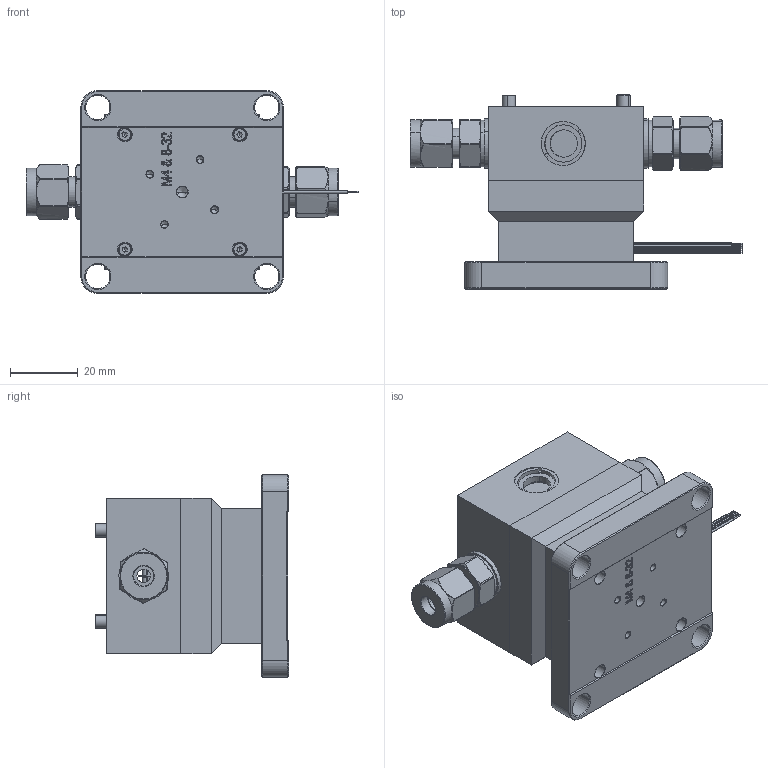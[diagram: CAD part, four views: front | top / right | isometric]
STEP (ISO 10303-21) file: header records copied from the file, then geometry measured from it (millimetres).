
FILE_DESCRIPTION (( 'STEP AP214' ), '1' );
FILE_NAME ('part_ADM01.STEP', '2019-02-11T14:55:13', ( '' ), ( '' ), 'SwSTEP 2.0', 'SolidWorks 2018', '' );
FILE_SCHEMA (( 'AUTOMOTIVE_DESIGN' ));
Length unit declared in the file: millimetre
Products named in the file (1): part_ADM01
Bounding box: 98.25 x 57.4 x 60 mm (x, y, z)
Volume: 99040.5 mm3; surface area: 53564.1 mm2
Topology: 59 solids, 59 shells, 2560 faces, 6324 edges, 3922 vertices
Faces by surface type: plane 1086, cylinder 600, cone 510, bspline 272, torus 92
Entity records: 517239 total; most frequent: CARTESIAN_POINT 429255, ORIENTED_EDGE 12448, DIRECTION 12007, EDGE_CURVE 6224, AXIS2_PLACEMENT_3D 4282, VERTEX_POINT 3922, VECTOR 3443, LINE 3443
